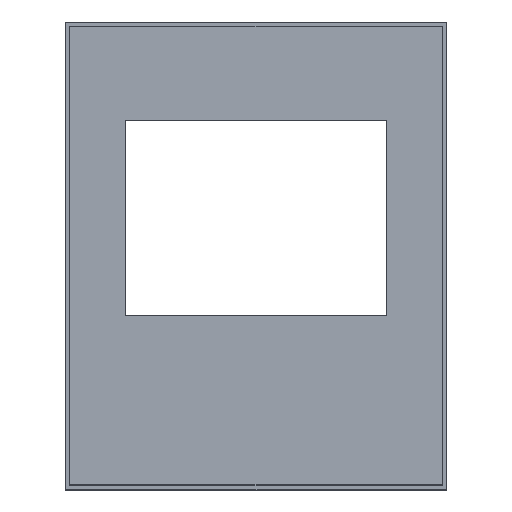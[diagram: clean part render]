
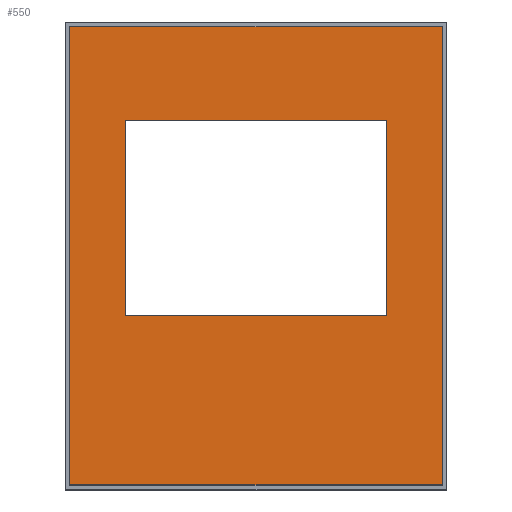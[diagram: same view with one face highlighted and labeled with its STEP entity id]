
A CAD part, top view. The second image highlights one B-rep face of the part: STEP entity #550.
In plain terms, the highlighted planar face has unit normal (0, 0, 1).
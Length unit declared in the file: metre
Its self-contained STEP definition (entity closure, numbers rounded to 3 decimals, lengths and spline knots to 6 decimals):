
#140=ORIENTED_EDGE('',*,*,#218,.F.);
#141=ORIENTED_EDGE('',*,*,#222,.T.);
#142=ORIENTED_EDGE('',*,*,#225,.T.);
#143=ORIENTED_EDGE('',*,*,#227,.F.);
#144=ORIENTED_EDGE('',*,*,#186,.F.);
#145=ORIENTED_EDGE('',*,*,#190,.T.);
#146=ORIENTED_EDGE('',*,*,#193,.T.);
#147=ORIENTED_EDGE('',*,*,#207,.F.);
#186=EDGE_CURVE('',#250,#251,#306,.T.);
#190=EDGE_CURVE('',#250,#253,#310,.T.);
#193=EDGE_CURVE('',#253,#255,#313,.T.);
#207=EDGE_CURVE('',#251,#255,#327,.T.);
#218=EDGE_CURVE('',#270,#271,#338,.T.);
#222=EDGE_CURVE('',#270,#273,#342,.T.);
#225=EDGE_CURVE('',#273,#275,#345,.T.);
#227=EDGE_CURVE('',#271,#275,#347,.T.);
#250=VERTEX_POINT('',#793);
#251=VERTEX_POINT('',#795);
#253=VERTEX_POINT('',#801);
#255=VERTEX_POINT('',#807);
#270=VERTEX_POINT('',#859);
#271=VERTEX_POINT('',#861);
#273=VERTEX_POINT('',#867);
#275=VERTEX_POINT('',#873);
#306=LINE('',#794,#378);
#310=LINE('',#802,#382);
#313=LINE('',#808,#385);
#327=LINE('',#835,#399);
#338=LINE('',#860,#410);
#342=LINE('',#868,#414);
#345=LINE('',#874,#417);
#347=LINE('',#877,#419);
#378=VECTOR('',#649,1.);
#382=VECTOR('',#655,1.);
#385=VECTOR('',#660,1.);
#399=VECTOR('',#684,1.);
#410=VECTOR('',#709,1.);
#414=VECTOR('',#715,1.);
#417=VECTOR('',#720,1.);
#419=VECTOR('',#724,1.);
#452=EDGE_LOOP('',(#140,#141,#142,#143));
#453=EDGE_LOOP('',(#144,#145,#146,#147));
#488=FACE_BOUND('',#452,.T.);
#489=FACE_BOUND('',#453,.T.);
#520=PLANE('',#593);
#550=ADVANCED_FACE('',(#488,#489),#520,.T.);
#593=AXIS2_PLACEMENT_3D('',#878,#725,#726);
#649=DIRECTION('',(1.,0.,0.));
#655=DIRECTION('',(0.,-1.,0.));
#660=DIRECTION('',(1.,0.,0.));
#684=DIRECTION('',(0.,-1.,0.));
#709=DIRECTION('',(0.,-1.,0.));
#715=DIRECTION('',(1.,0.,0.));
#720=DIRECTION('',(0.,-1.,0.));
#724=DIRECTION('',(1.,0.,0.));
#725=DIRECTION('',(0.,0.,1.));
#726=DIRECTION('',(1.,0.,0.));
#793=CARTESIAN_POINT('',(0.0233,0.0002,0.0059));
#794=CARTESIAN_POINT('',(0.0329,0.0002,0.0059));
#795=CARTESIAN_POINT('',(0.0425,0.0002,0.0059));
#801=CARTESIAN_POINT('',(0.0233,-0.0234,0.0059));
#802=CARTESIAN_POINT('',(0.0233,-0.0116,0.0059));
#807=CARTESIAN_POINT('',(0.0425,-0.0234,0.0059));
#808=CARTESIAN_POINT('',(0.0329,-0.0234,0.0059));
#835=CARTESIAN_POINT('',(0.0425,-0.0116,0.0059));
#859=CARTESIAN_POINT('',(0.02619,-0.00462,0.0059));
#860=CARTESIAN_POINT('',(0.02619,-0.00965,0.0059));
#861=CARTESIAN_POINT('',(0.02619,-0.01468,0.0059));
#867=CARTESIAN_POINT('',(0.03961,-0.00462,0.0059));
#868=CARTESIAN_POINT('',(0.0329,-0.00462,0.0059));
#873=CARTESIAN_POINT('',(0.03961,-0.01468,0.0059));
#874=CARTESIAN_POINT('',(0.03961,-0.00965,0.0059));
#877=CARTESIAN_POINT('',(0.0329,-0.01468,0.0059));
#878=CARTESIAN_POINT('',(0.0329,-0.0116,0.0059));
